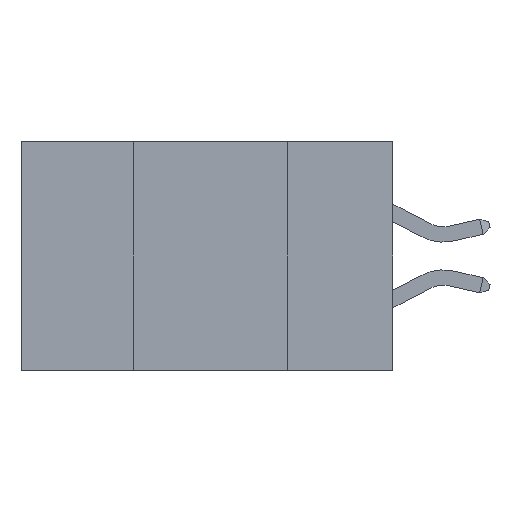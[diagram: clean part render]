
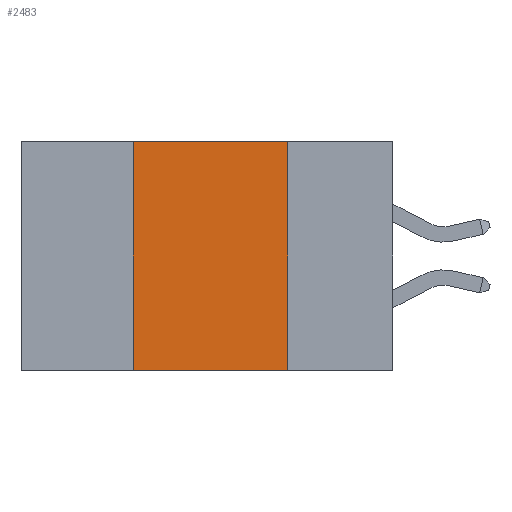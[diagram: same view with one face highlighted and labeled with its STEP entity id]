
A CAD part, left-side view. The second image highlights one B-rep face of the part: STEP entity #2483.
In plain terms, the highlighted planar face has unit normal (-1, 0, 0).
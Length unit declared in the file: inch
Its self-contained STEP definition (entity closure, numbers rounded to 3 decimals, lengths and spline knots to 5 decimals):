
#257 = EDGE_LOOP ( 'NONE', ( #1671, #22376, #23863, #13496 ) ) ;
#469 = CARTESIAN_POINT ( 'NONE',  ( 0., 0.42, 0. ) ) ;
#1341 = DIRECTION ( 'NONE',  ( 0., 0., -1. ) ) ;
#1625 = LINE ( 'NONE', #14945, #7583 ) ;
#1671 = ORIENTED_EDGE ( 'NONE', *, *, #24293, .F. ) ;
#2483 = ADVANCED_FACE ( 'NONE', ( #13115 ), #10807, .F. ) ;
#5171 = VECTOR ( 'NONE', #6850, 39.37008 ) ;
#5397 = EDGE_CURVE ( 'NONE', #9154, #16550, #8684, .T. ) ;
#6850 = DIRECTION ( 'NONE',  ( 0., -1., 0. ) ) ;
#7583 = VECTOR ( 'NONE', #9254, 39.37008 ) ;
#8684 = LINE ( 'NONE', #19840, #23084 ) ;
#9154 = VERTEX_POINT ( 'NONE', #14362 ) ;
#9254 = DIRECTION ( 'NONE',  ( 0., 0., -1. ) ) ;
#9345 = LINE ( 'NONE', #12627, #5171 ) ;
#10807 = PLANE ( 'NONE',  #21626 ) ;
#11062 = VECTOR ( 'NONE', #20449, 39.37008 ) ;
#12369 = DIRECTION ( 'NONE',  ( 0., 0., 1. ) ) ;
#12393 = CARTESIAN_POINT ( 'NONE',  ( 0., 0.6, -0.37 ) ) ;
#12627 = CARTESIAN_POINT ( 'NONE',  ( 0., 0.6, 0. ) ) ;
#12741 = CARTESIAN_POINT ( 'NONE',  ( 0., 0.6, 0. ) ) ;
#13115 = FACE_OUTER_BOUND ( 'NONE', #257, .T. ) ;
#13496 = ORIENTED_EDGE ( 'NONE', *, *, #18083, .T. ) ;
#13866 = VERTEX_POINT ( 'NONE', #21708 ) ;
#14150 = EDGE_CURVE ( 'NONE', #16550, #15928, #9345, .T. ) ;
#14362 = CARTESIAN_POINT ( 'NONE',  ( 0., 0.42, -0.37 ) ) ;
#14743 = DIRECTION ( 'NONE',  ( 1., 0., 0. ) ) ;
#14945 = CARTESIAN_POINT ( 'NONE',  ( 0., 0.17, 0. ) ) ;
#14971 = LINE ( 'NONE', #12393, #11062 ) ;
#15928 = VERTEX_POINT ( 'NONE', #23265 ) ;
#16550 = VERTEX_POINT ( 'NONE', #469 ) ;
#18083 = EDGE_CURVE ( 'NONE', #9154, #13866, #14971, .T. ) ;
#19840 = CARTESIAN_POINT ( 'NONE',  ( 0., 0.42, 0. ) ) ;
#20449 = DIRECTION ( 'NONE',  ( 0., -1., 0. ) ) ;
#21626 = AXIS2_PLACEMENT_3D ( 'NONE', #12741, #14743, #1341 ) ;
#21708 = CARTESIAN_POINT ( 'NONE',  ( 0., 0.17, -0.37 ) ) ;
#22376 = ORIENTED_EDGE ( 'NONE', *, *, #14150, .F. ) ;
#23084 = VECTOR ( 'NONE', #12369, 39.37008 ) ;
#23265 = CARTESIAN_POINT ( 'NONE',  ( 0., 0.17, 0. ) ) ;
#23863 = ORIENTED_EDGE ( 'NONE', *, *, #5397, .F. ) ;
#24293 = EDGE_CURVE ( 'NONE', #15928, #13866, #1625, .T. ) ;
